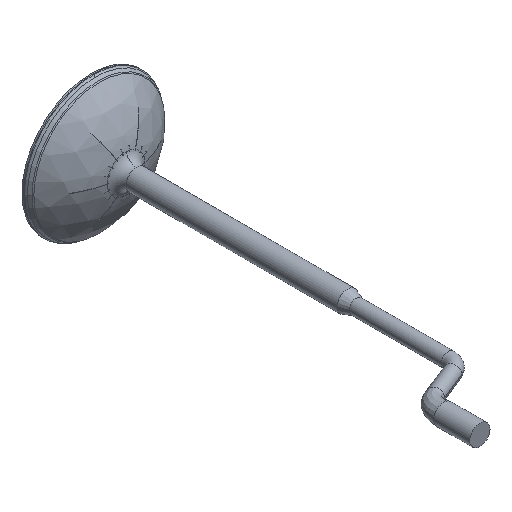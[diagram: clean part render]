
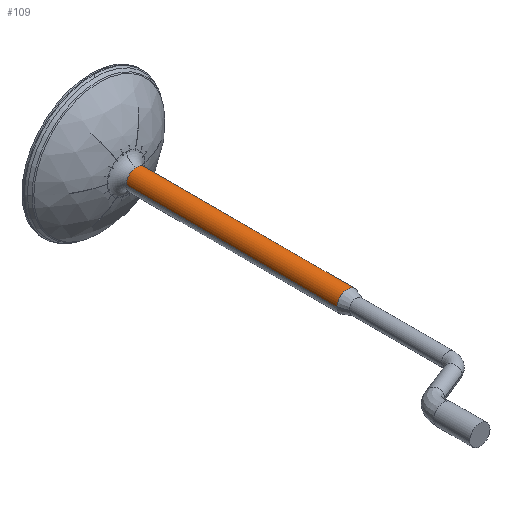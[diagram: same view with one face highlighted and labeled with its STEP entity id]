
A CAD part, isometric view. The second image highlights one B-rep face of the part: STEP entity #109.
In plain terms, the highlighted cylindrical face has radius 294 mm (diameter 588 mm), a partial arc.
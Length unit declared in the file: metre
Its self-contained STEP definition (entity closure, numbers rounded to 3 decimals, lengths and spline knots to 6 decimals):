
#109=ADVANCED_FACE('0:267',(#355),#356,.T.);
#355=FACE_OUTER_BOUND('',#3558,.T.);
#356=CYLINDRICAL_SURFACE('',#3559,0.294);
#3558=EDGE_LOOP('',(#6167,#6168,#6169,#6170,#6171));
#3559=AXIS2_PLACEMENT_3D('',#6172,#6173,#6174);
#6167=ORIENTED_EDGE('',*,*,#7475,.T.);
#6168=ORIENTED_EDGE('',*,*,#7688,.T.);
#6169=ORIENTED_EDGE('',*,*,#7433,.T.);
#6170=ORIENTED_EDGE('',*,*,#7477,.T.);
#6171=ORIENTED_EDGE('',*,*,#7480,.F.);
#6172=CARTESIAN_POINT('',(0.,0.065367,0.0));
#6173=DIRECTION('',(0.,1.0,0.0));
#6174=DIRECTION('',(1.0,0.,0.0));
#7433=EDGE_CURVE('0:1710',#8108,#8106,#8109,.T.);
#7475=EDGE_CURVE('',#8190,#8191,#8192,.T.);
#7477=EDGE_CURVE('',#8106,#8193,#8195,.T.);
#7480=EDGE_CURVE('0:777',#8190,#8193,#8198,.T.);
#7688=EDGE_CURVE('0:1710',#8191,#8108,#8556,.T.);
#8106=VERTEX_POINT('',#9115);
#8108=VERTEX_POINT('',#9117);
#8109=CIRCLE('',#9118,0.294);
#8190=VERTEX_POINT('',#9201);
#8191=VERTEX_POINT('',#9202);
#8192=LINE('',#9203,#9204);
#8193=VERTEX_POINT('',#9205);
#8195=LINE('',#9207,#9208);
#8198=CIRCLE('',#9212,0.294);
#8556=CIRCLE('',#10829,0.294);
#9115=CARTESIAN_POINT('',(-0.294,0.130734,0.));
#9117=CARTESIAN_POINT('',(0.,0.130734,0.294));
#9118=AXIS2_PLACEMENT_3D('',#11604,#11605,#11606);
#9201=CARTESIAN_POINT('',(0.294,-5.8195,0.0));
#9202=CARTESIAN_POINT('',(0.294,0.130734,0.0));
#9203=CARTESIAN_POINT('',(0.294,0.065367,0.));
#9204=VECTOR('',#11726,1.0);
#9205=CARTESIAN_POINT('',(-0.294,-5.8195,0.));
#9207=CARTESIAN_POINT('',(-0.294,0.065367,0.));
#9208=VECTOR('',#11730,1.0);
#9212=AXIS2_PLACEMENT_3D('',#11735,#11736,#11737);
#10829=AXIS2_PLACEMENT_3D('',#11999,#12000,#12001);
#11604=CARTESIAN_POINT('',(0.,0.130734,0.0));
#11605=DIRECTION('',(0.,-1.0,0.0));
#11606=DIRECTION('',(1.0,0.,0.0));
#11726=DIRECTION('',(0.,1.0,-0.0));
#11730=DIRECTION('',(0.,-1.0,-0.0));
#11735=CARTESIAN_POINT('',(0.,-5.8195,0.0));
#11736=DIRECTION('',(0.,-1.0,0.0));
#11737=DIRECTION('',(1.0,0.,0.0));
#11999=CARTESIAN_POINT('',(0.,0.130734,0.0));
#12000=DIRECTION('',(0.,-1.0,0.0));
#12001=DIRECTION('',(1.0,0.,0.0));
